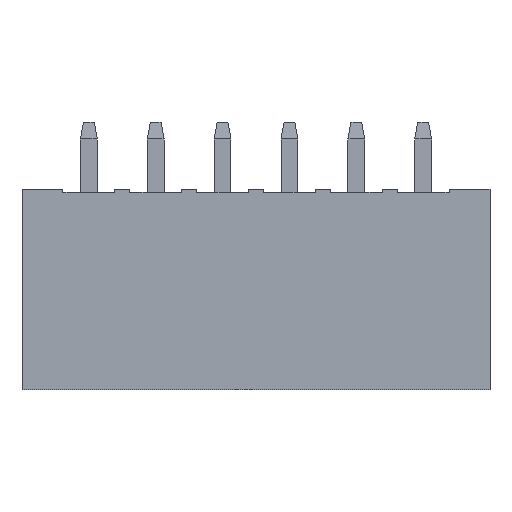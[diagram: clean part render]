
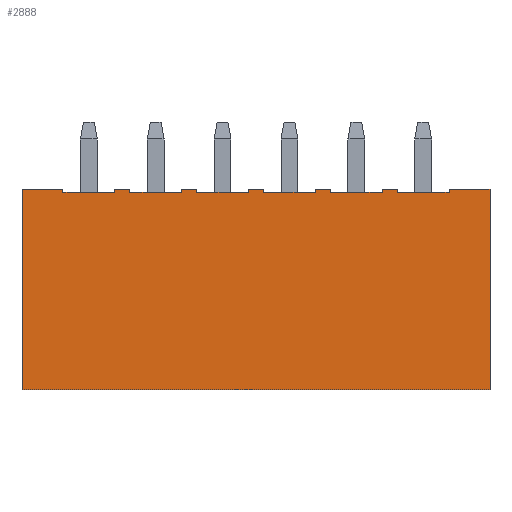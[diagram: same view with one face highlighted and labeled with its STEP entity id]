
A CAD part, front view. The second image highlights one B-rep face of the part: STEP entity #2888.
In plain terms, the highlighted planar face has unit normal (0, -1, 0).
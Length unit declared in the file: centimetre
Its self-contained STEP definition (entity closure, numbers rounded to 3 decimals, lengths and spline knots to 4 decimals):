
#46=FACE_OUTER_BOUND('',#224,.T.);
#224=EDGE_LOOP('',(#2029,#2030,#2031,#2032,#2033,#2034,#2035,#2036,#2037,
#2038,#2039,#2040,#2041,#2042,#2043,#2044,#2045,#2046,#2047,#2048,#2049,
#2050,#2051,#2052,#2053,#2054,#2055,#2056));
#403=LINE('',#4026,#817);
#411=LINE('',#4043,#825);
#419=LINE('',#4060,#833);
#427=LINE('',#4077,#841);
#435=LINE('',#4094,#849);
#443=LINE('',#4111,#857);
#453=LINE('',#4132,#867);
#457=LINE('',#4141,#871);
#461=LINE('',#4150,#875);
#463=LINE('',#4155,#877);
#467=LINE('',#4164,#881);
#500=LINE('',#4223,#914);
#505=LINE('',#4232,#919);
#512=LINE('',#4244,#926);
#513=LINE('',#4246,#927);
#514=LINE('',#4248,#928);
#515=LINE('',#4250,#929);
#516=LINE('',#4251,#930);
#517=LINE('',#4252,#931);
#518=LINE('',#4253,#932);
#519=LINE('',#4254,#933);
#520=LINE('',#4255,#934);
#521=LINE('',#4256,#935);
#522=LINE('',#4257,#936);
#523=LINE('',#4258,#937);
#524=LINE('',#4259,#938);
#525=LINE('',#4260,#939);
#526=LINE('',#4261,#940);
#817=VECTOR('',#3251,100.);
#825=VECTOR('',#3261,100.);
#833=VECTOR('',#3271,100.);
#841=VECTOR('',#3281,100.);
#849=VECTOR('',#3291,100.);
#857=VECTOR('',#3301,100.);
#867=VECTOR('',#3313,100.);
#871=VECTOR('',#3319,100.);
#875=VECTOR('',#3325,100.);
#877=VECTOR('',#3329,100.);
#881=VECTOR('',#3335,100.);
#914=VECTOR('',#3376,100.);
#919=VECTOR('',#3383,100.);
#926=VECTOR('',#3392,100.);
#927=VECTOR('',#3393,100.);
#928=VECTOR('',#3394,100.);
#929=VECTOR('',#3395,100.);
#930=VECTOR('',#3396,100.);
#931=VECTOR('',#3397,100.);
#932=VECTOR('',#3398,100.);
#933=VECTOR('',#3399,100.);
#934=VECTOR('',#3400,100.);
#935=VECTOR('',#3401,100.);
#936=VECTOR('',#3402,100.);
#937=VECTOR('',#3403,100.);
#938=VECTOR('',#3404,100.);
#939=VECTOR('',#3405,100.);
#940=VECTOR('',#3406,100.);
#1231=VERTEX_POINT('',#4024);
#1232=VERTEX_POINT('',#4025);
#1239=VERTEX_POINT('',#4041);
#1240=VERTEX_POINT('',#4042);
#1247=VERTEX_POINT('',#4058);
#1248=VERTEX_POINT('',#4059);
#1255=VERTEX_POINT('',#4075);
#1256=VERTEX_POINT('',#4076);
#1263=VERTEX_POINT('',#4092);
#1264=VERTEX_POINT('',#4093);
#1271=VERTEX_POINT('',#4109);
#1272=VERTEX_POINT('',#4110);
#1281=VERTEX_POINT('',#4129);
#1282=VERTEX_POINT('',#4131);
#1285=VERTEX_POINT('',#4138);
#1286=VERTEX_POINT('',#4140);
#1289=VERTEX_POINT('',#4147);
#1290=VERTEX_POINT('',#4149);
#1291=VERTEX_POINT('',#4153);
#1292=VERTEX_POINT('',#4154);
#1295=VERTEX_POINT('',#4162);
#1296=VERTEX_POINT('',#4163);
#1317=VERTEX_POINT('',#4221);
#1318=VERTEX_POINT('',#4222);
#1321=VERTEX_POINT('',#4231);
#1326=VERTEX_POINT('',#4245);
#1327=VERTEX_POINT('',#4247);
#1328=VERTEX_POINT('',#4249);
#1491=EDGE_CURVE('',#1231,#1232,#403,.T.);
#1499=EDGE_CURVE('',#1239,#1240,#411,.T.);
#1507=EDGE_CURVE('',#1247,#1248,#419,.T.);
#1515=EDGE_CURVE('',#1255,#1256,#427,.T.);
#1523=EDGE_CURVE('',#1263,#1264,#435,.T.);
#1531=EDGE_CURVE('',#1271,#1272,#443,.T.);
#1541=EDGE_CURVE('',#1282,#1281,#453,.T.);
#1545=EDGE_CURVE('',#1286,#1285,#457,.T.);
#1549=EDGE_CURVE('',#1290,#1289,#461,.T.);
#1551=EDGE_CURVE('',#1291,#1292,#463,.T.);
#1555=EDGE_CURVE('',#1295,#1296,#467,.T.);
#1588=EDGE_CURVE('',#1317,#1318,#500,.T.);
#1593=EDGE_CURVE('',#1321,#1290,#505,.T.);
#1600=EDGE_CURVE('',#1232,#1281,#512,.T.);
#1601=EDGE_CURVE('',#1326,#1231,#513,.T.);
#1602=EDGE_CURVE('',#1326,#1327,#514,.T.);
#1603=EDGE_CURVE('',#1328,#1327,#515,.T.);
#1604=EDGE_CURVE('',#1321,#1328,#516,.T.);
#1605=EDGE_CURVE('',#1248,#1289,#517,.T.);
#1606=EDGE_CURVE('',#1291,#1247,#518,.T.);
#1607=EDGE_CURVE('',#1256,#1292,#519,.T.);
#1608=EDGE_CURVE('',#1295,#1255,#520,.T.);
#1609=EDGE_CURVE('',#1264,#1296,#521,.T.);
#1610=EDGE_CURVE('',#1317,#1263,#522,.T.);
#1611=EDGE_CURVE('',#1272,#1318,#523,.T.);
#1612=EDGE_CURVE('',#1286,#1271,#524,.T.);
#1613=EDGE_CURVE('',#1240,#1285,#525,.T.);
#1614=EDGE_CURVE('',#1282,#1239,#526,.T.);
#2029=ORIENTED_EDGE('',*,*,#1541,.T.);
#2030=ORIENTED_EDGE('',*,*,#1600,.F.);
#2031=ORIENTED_EDGE('',*,*,#1491,.F.);
#2032=ORIENTED_EDGE('',*,*,#1601,.F.);
#2033=ORIENTED_EDGE('',*,*,#1602,.T.);
#2034=ORIENTED_EDGE('',*,*,#1603,.F.);
#2035=ORIENTED_EDGE('',*,*,#1604,.F.);
#2036=ORIENTED_EDGE('',*,*,#1593,.T.);
#2037=ORIENTED_EDGE('',*,*,#1549,.T.);
#2038=ORIENTED_EDGE('',*,*,#1605,.F.);
#2039=ORIENTED_EDGE('',*,*,#1507,.F.);
#2040=ORIENTED_EDGE('',*,*,#1606,.F.);
#2041=ORIENTED_EDGE('',*,*,#1551,.T.);
#2042=ORIENTED_EDGE('',*,*,#1607,.F.);
#2043=ORIENTED_EDGE('',*,*,#1515,.F.);
#2044=ORIENTED_EDGE('',*,*,#1608,.F.);
#2045=ORIENTED_EDGE('',*,*,#1555,.T.);
#2046=ORIENTED_EDGE('',*,*,#1609,.F.);
#2047=ORIENTED_EDGE('',*,*,#1523,.F.);
#2048=ORIENTED_EDGE('',*,*,#1610,.F.);
#2049=ORIENTED_EDGE('',*,*,#1588,.T.);
#2050=ORIENTED_EDGE('',*,*,#1611,.F.);
#2051=ORIENTED_EDGE('',*,*,#1531,.F.);
#2052=ORIENTED_EDGE('',*,*,#1612,.F.);
#2053=ORIENTED_EDGE('',*,*,#1545,.T.);
#2054=ORIENTED_EDGE('',*,*,#1613,.F.);
#2055=ORIENTED_EDGE('',*,*,#1499,.F.);
#2056=ORIENTED_EDGE('',*,*,#1614,.F.);
#2722=PLANE('',#3068);
#2888=ADVANCED_FACE('',(#46),#2722,.F.);
#3068=AXIS2_PLACEMENT_3D('',#4243,#3390,#3391);
#3251=DIRECTION('',(1.,0.,0.));
#3261=DIRECTION('',(1.,0.,0.));
#3271=DIRECTION('',(1.,0.,0.));
#3281=DIRECTION('',(1.,0.,0.));
#3291=DIRECTION('',(1.,0.,0.));
#3301=DIRECTION('',(1.,0.,0.));
#3313=DIRECTION('',(-1.,0.,0.));
#3319=DIRECTION('',(-1.,0.,0.));
#3325=DIRECTION('',(-1.,0.,0.));
#3329=DIRECTION('',(-1.,0.,0.));
#3335=DIRECTION('',(-1.,0.,0.));
#3376=DIRECTION('',(-1.,0.,0.));
#3383=DIRECTION('',(0.,0.,1.));
#3390=DIRECTION('center_axis',(0.,1.,0.));
#3391=DIRECTION('ref_axis',(1.,0.,0.));
#3392=DIRECTION('',(0.,0.,1.));
#3393=DIRECTION('',(0.,0.,-1.));
#3394=DIRECTION('',(-1.,0.,0.));
#3395=DIRECTION('',(0.,0.,1.));
#3396=DIRECTION('',(-1.,0.,0.));
#3397=DIRECTION('',(0.,0.,1.));
#3398=DIRECTION('',(0.,0.,-1.));
#3399=DIRECTION('',(0.,0.,1.));
#3400=DIRECTION('',(0.,0.,-1.));
#3401=DIRECTION('',(0.,0.,1.));
#3402=DIRECTION('',(0.,0.,-1.));
#3403=DIRECTION('',(0.,0.,1.));
#3404=DIRECTION('',(0.,0.,-1.));
#3405=DIRECTION('',(0.,0.,1.));
#3406=DIRECTION('',(0.,0.,-1.));
#4024=CARTESIAN_POINT('',(-0.54,-1.385,-1.9725));
#4025=CARTESIAN_POINT('',(-0.385,-1.385,-1.9725));
#4026=CARTESIAN_POINT('',(-0.385,-1.385,-1.9725));
#4041=CARTESIAN_POINT('',(-0.34,-1.385,-1.9725));
#4042=CARTESIAN_POINT('',(-0.185,-1.385,-1.9725));
#4043=CARTESIAN_POINT('',(-0.185,-1.385,-1.9725));
#4058=CARTESIAN_POINT('',(0.46,-1.385,-1.9725));
#4059=CARTESIAN_POINT('',(0.615,-1.385,-1.9725));
#4060=CARTESIAN_POINT('',(0.615,-1.385,-1.9725));
#4075=CARTESIAN_POINT('',(0.26,-1.385,-1.9725));
#4076=CARTESIAN_POINT('',(0.415,-1.385,-1.9725));
#4077=CARTESIAN_POINT('',(0.415,-1.385,-1.9725));
#4092=CARTESIAN_POINT('',(0.06,-1.385,-1.9725));
#4093=CARTESIAN_POINT('',(0.215,-1.385,-1.9725));
#4094=CARTESIAN_POINT('',(0.215,-1.385,-1.9725));
#4109=CARTESIAN_POINT('',(-0.14,-1.385,-1.9725));
#4110=CARTESIAN_POINT('',(0.015,-1.385,-1.9725));
#4111=CARTESIAN_POINT('',(0.015,-1.385,-1.9725));
#4129=CARTESIAN_POINT('',(-0.385,-1.385,-1.9625));
#4131=CARTESIAN_POINT('',(-0.34,-1.385,-1.9625));
#4132=CARTESIAN_POINT('',(0.7375,-1.385,-1.9625));
#4138=CARTESIAN_POINT('',(-0.185,-1.385,-1.9625));
#4140=CARTESIAN_POINT('',(-0.14,-1.385,-1.9625));
#4141=CARTESIAN_POINT('',(0.7375,-1.385,-1.9625));
#4147=CARTESIAN_POINT('',(0.615,-1.385,-1.9625));
#4149=CARTESIAN_POINT('',(0.7375,-1.385,-1.9625));
#4150=CARTESIAN_POINT('',(0.7375,-1.385,-1.9625));
#4153=CARTESIAN_POINT('',(0.46,-1.385,-1.9625));
#4154=CARTESIAN_POINT('',(0.415,-1.385,-1.9625));
#4155=CARTESIAN_POINT('',(0.7375,-1.385,-1.9625));
#4162=CARTESIAN_POINT('',(0.26,-1.385,-1.9625));
#4163=CARTESIAN_POINT('',(0.215,-1.385,-1.9625));
#4164=CARTESIAN_POINT('',(0.7375,-1.385,-1.9625));
#4221=CARTESIAN_POINT('',(0.06,-1.385,-1.9625));
#4222=CARTESIAN_POINT('',(0.015,-1.385,-1.9625));
#4223=CARTESIAN_POINT('',(0.7375,-1.385,-1.9625));
#4231=CARTESIAN_POINT('',(0.7375,-1.385,-2.5625));
#4232=CARTESIAN_POINT('',(0.7375,-1.385,-2.5625));
#4243=CARTESIAN_POINT('Origin',(0.7375,-1.385,-2.5625));
#4244=CARTESIAN_POINT('',(-0.385,-1.385,-1.9725));
#4245=CARTESIAN_POINT('',(-0.54,-1.385,-1.9625));
#4246=CARTESIAN_POINT('',(-0.54,-1.385,-1.9725));
#4247=CARTESIAN_POINT('',(-0.6625,-1.385,-1.9625));
#4248=CARTESIAN_POINT('',(0.7375,-1.385,-1.9625));
#4249=CARTESIAN_POINT('',(-0.6625,-1.385,-2.5625));
#4250=CARTESIAN_POINT('',(-0.6625,-1.385,-2.5625));
#4251=CARTESIAN_POINT('',(0.7375,-1.385,-2.5625));
#4252=CARTESIAN_POINT('',(0.615,-1.385,-1.9725));
#4253=CARTESIAN_POINT('',(0.46,-1.385,-1.9725));
#4254=CARTESIAN_POINT('',(0.415,-1.385,-1.9725));
#4255=CARTESIAN_POINT('',(0.26,-1.385,-1.9725));
#4256=CARTESIAN_POINT('',(0.215,-1.385,-1.9725));
#4257=CARTESIAN_POINT('',(0.06,-1.385,-1.9725));
#4258=CARTESIAN_POINT('',(0.015,-1.385,-1.9725));
#4259=CARTESIAN_POINT('',(-0.14,-1.385,-1.9725));
#4260=CARTESIAN_POINT('',(-0.185,-1.385,-1.9725));
#4261=CARTESIAN_POINT('',(-0.34,-1.385,-1.9725));
